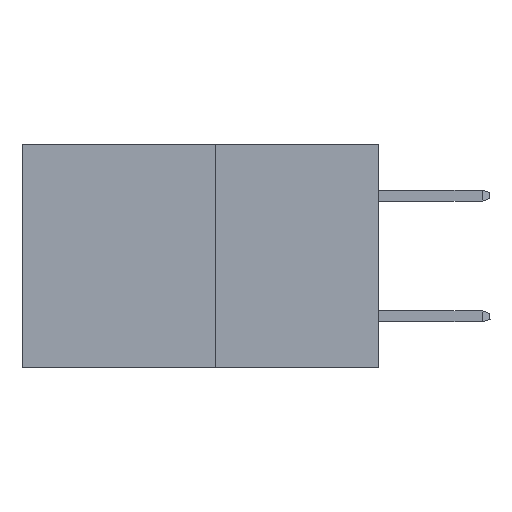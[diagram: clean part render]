
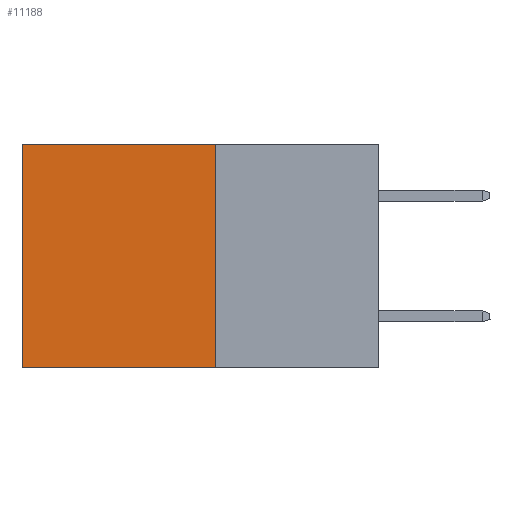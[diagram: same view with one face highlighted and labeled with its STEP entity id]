
A CAD part, left-side view. The second image highlights one B-rep face of the part: STEP entity #11188.
In plain terms, the highlighted planar face has unit normal (-1, 0, 0).
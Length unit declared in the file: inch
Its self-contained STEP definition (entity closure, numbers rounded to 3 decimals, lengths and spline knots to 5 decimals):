
#211 = VECTOR ( 'NONE', #2077, 39.37008 ) ;
#285 = DIRECTION ( 'NONE',  ( 0., 0., -1. ) ) ;
#1253 = CARTESIAN_POINT ( 'NONE',  ( 0.277, 0.59, -0.37 ) ) ;
#2077 = DIRECTION ( 'NONE',  ( 0., 1., 0. ) ) ;
#3231 = DIRECTION ( 'NONE',  ( 0., 1., 0. ) ) ;
#3338 = CARTESIAN_POINT ( 'NONE',  ( 0.277, 0.27, 0. ) ) ;
#3487 = VECTOR ( 'NONE', #14829, 39.37008 ) ;
#3595 = VERTEX_POINT ( 'NONE', #29108 ) ;
#4997 = LINE ( 'NONE', #3338, #28222 ) ;
#5078 = CARTESIAN_POINT ( 'NONE',  ( 0.277, 0.59, 0. ) ) ;
#6072 = ORIENTED_EDGE ( 'NONE', *, *, #16570, .F. ) ;
#6301 = EDGE_CURVE ( 'NONE', #18318, #26107, #4997, .T. ) ;
#6359 = CARTESIAN_POINT ( 'NONE',  ( 0.277, 0.27, -0.37 ) ) ;
#6452 = ORIENTED_EDGE ( 'NONE', *, *, #6301, .T. ) ;
#8249 = AXIS2_PLACEMENT_3D ( 'NONE', #25070, #13892, #285 ) ;
#9509 = LINE ( 'NONE', #1253, #3487 ) ;
#10157 = EDGE_CURVE ( 'NONE', #26107, #12124, #9509, .T. ) ;
#10272 = CARTESIAN_POINT ( 'NONE',  ( 0.277, 0.27, 0. ) ) ;
#10882 = EDGE_LOOP ( 'NONE', ( #16968, #22572, #6072, #6452 ) ) ;
#11188 = ADVANCED_FACE ( 'NONE', ( #29105 ), #27309, .F. ) ;
#12124 = VERTEX_POINT ( 'NONE', #25920 ) ;
#13892 = DIRECTION ( 'NONE',  ( 1., 0., 0. ) ) ;
#14829 = DIRECTION ( 'NONE',  ( 0., 0., -1. ) ) ;
#16570 = EDGE_CURVE ( 'NONE', #18318, #3595, #20283, .T. ) ;
#16968 = ORIENTED_EDGE ( 'NONE', *, *, #10157, .T. ) ;
#17883 = CARTESIAN_POINT ( 'NONE',  ( 0.277, 0.27, -0.37 ) ) ;
#18318 = VERTEX_POINT ( 'NONE', #10272 ) ;
#20032 = EDGE_CURVE ( 'NONE', #3595, #12124, #28764, .T. ) ;
#20283 = LINE ( 'NONE', #6359, #21003 ) ;
#21003 = VECTOR ( 'NONE', #24380, 39.37008 ) ;
#22572 = ORIENTED_EDGE ( 'NONE', *, *, #20032, .F. ) ;
#24380 = DIRECTION ( 'NONE',  ( 0., 0., -1. ) ) ;
#25070 = CARTESIAN_POINT ( 'NONE',  ( 0.277, 0.27, -0.37 ) ) ;
#25920 = CARTESIAN_POINT ( 'NONE',  ( 0.277, 0.59, -0.37 ) ) ;
#26107 = VERTEX_POINT ( 'NONE', #5078 ) ;
#27309 = PLANE ( 'NONE',  #8249 ) ;
#28222 = VECTOR ( 'NONE', #3231, 39.37008 ) ;
#28764 = LINE ( 'NONE', #17883, #211 ) ;
#29105 = FACE_OUTER_BOUND ( 'NONE', #10882, .T. ) ;
#29108 = CARTESIAN_POINT ( 'NONE',  ( 0.277, 0.27, -0.37 ) ) ;
